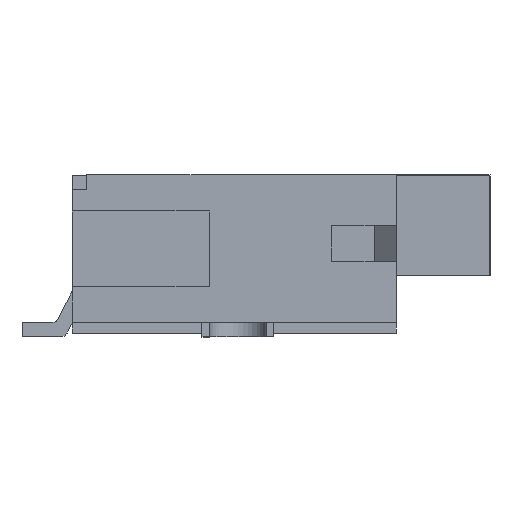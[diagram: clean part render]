
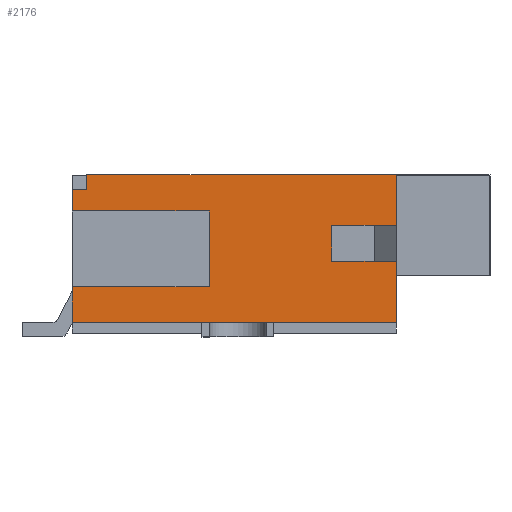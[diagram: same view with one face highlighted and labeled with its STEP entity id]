
A CAD part, left-side view. The second image highlights one B-rep face of the part: STEP entity #2176.
In plain terms, the highlighted planar face has unit normal (-1, 0, 0).
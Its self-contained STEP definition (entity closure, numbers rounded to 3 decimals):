
#2176 = ADVANCED_FACE( '', ( #4137 ), #4138, .T. );
#4137 = FACE_OUTER_BOUND( '', #6050, .T. );
#4138 = PLANE( '', #6051 );
#6050 = EDGE_LOOP( '', ( #12127, #12128, #12129, #12130, #12131, #12132, #12133, #12134, #12135, #12136, #12137, #12138, #12139, #12140 ) );
#6051 = AXIS2_PLACEMENT_3D( '', #12141, #12142, #12143 );
#12127 = ORIENTED_EDGE( '', *, *, #14761, .T. );
#12128 = ORIENTED_EDGE( '', *, *, #14018, .T. );
#12129 = ORIENTED_EDGE( '', *, *, #15043, .T. );
#12130 = ORIENTED_EDGE( '', *, *, #15360, .F. );
#12131 = ORIENTED_EDGE( '', *, *, #13950, .T. );
#12132 = ORIENTED_EDGE( '', *, *, #15451, .T. );
#12133 = ORIENTED_EDGE( '', *, *, #15039, .T. );
#12134 = ORIENTED_EDGE( '', *, *, #15341, .F. );
#12135 = ORIENTED_EDGE( '', *, *, #14350, .T. );
#12136 = ORIENTED_EDGE( '', *, *, #14157, .T. );
#12137 = ORIENTED_EDGE( '', *, *, #14589, .T. );
#12138 = ORIENTED_EDGE( '', *, *, #13842, .T. );
#12139 = ORIENTED_EDGE( '', *, *, #15869, .T. );
#12140 = ORIENTED_EDGE( '', *, *, #14149, .T. );
#12141 = CARTESIAN_POINT( '', ( -13.3, 0., 0. ) );
#12142 = DIRECTION( '', ( -1., 0., 0. ) );
#12143 = DIRECTION( '', ( 0., 0., 1. ) );
#13842 = EDGE_CURVE( '', #17003, #17001, #17004, .T. );
#13950 = EDGE_CURVE( '', #17194, #17198, #17200, .T. );
#14018 = EDGE_CURVE( '', #17306, #17311, #17313, .T. );
#14149 = EDGE_CURVE( '', #17537, #17535, #17538, .T. );
#14157 = EDGE_CURVE( '', #17551, #17549, #17552, .T. );
#14350 = EDGE_CURVE( '', #17878, #17551, #17879, .T. );
#14589 = EDGE_CURVE( '', #17549, #17003, #18283, .T. );
#14761 = EDGE_CURVE( '', #17535, #17306, #18550, .T. );
#15039 = EDGE_CURVE( '', #18989, #18987, #18990, .T. );
#15043 = EDGE_CURVE( '', #17311, #18995, #18997, .T. );
#15341 = EDGE_CURVE( '', #17878, #18987, #19476, .T. );
#15360 = EDGE_CURVE( '', #17194, #18995, #19502, .T. );
#15451 = EDGE_CURVE( '', #17198, #18989, #19635, .T. );
#15869 = EDGE_CURVE( '', #17001, #17537, #20203, .T. );
#17001 = VERTEX_POINT( '', #21661 );
#17003 = VERTEX_POINT( '', #21664 );
#17004 = LINE( '', #21665, #21666 );
#17194 = VERTEX_POINT( '', #21935 );
#17198 = VERTEX_POINT( '', #21941 );
#17200 = LINE( '', #21944, #21945 );
#17306 = VERTEX_POINT( '', #22098 );
#17311 = VERTEX_POINT( '', #22105 );
#17313 = LINE( '', #22108, #22109 );
#17535 = VERTEX_POINT( '', #22432 );
#17537 = VERTEX_POINT( '', #22435 );
#17538 = LINE( '', #22436, #22437 );
#17549 = VERTEX_POINT( '', #22453 );
#17551 = VERTEX_POINT( '', #22456 );
#17552 = LINE( '', #22457, #22458 );
#17878 = VERTEX_POINT( '', #22929 );
#17879 = LINE( '', #22930, #22931 );
#18283 = LINE( '', #23549, #23550 );
#18550 = LINE( '', #23957, #23958 );
#18987 = VERTEX_POINT( '', #24630 );
#18989 = VERTEX_POINT( '', #24633 );
#18990 = LINE( '', #24634, #24635 );
#18995 = VERTEX_POINT( '', #24642 );
#18997 = LINE( '', #24645, #24646 );
#19476 = LINE( '', #25309, #25310 );
#19502 = LINE( '', #25347, #25348 );
#19635 = LINE( '', #25544, #25545 );
#20203 = LINE( '', #26408, #26409 );
#21661 = CARTESIAN_POINT( '', ( -13.3, -2.25, 0.4 ) );
#21664 = CARTESIAN_POINT( '', ( -13.3, -1.35, 0.4 ) );
#21665 = CARTESIAN_POINT( '', ( -13.3, -1.35, 0.4 ) );
#21666 = VECTOR( '', #27816, 1000. );
#21935 = CARTESIAN_POINT( '', ( -13.3, 0.35, 0.6 ) );
#21941 = CARTESIAN_POINT( '', ( -13.3, 0.35, -0.45 ) );
#21944 = CARTESIAN_POINT( '', ( -13.3, 0.35, 0.6 ) );
#21945 = VECTOR( '', #27929, 1000. );
#22098 = CARTESIAN_POINT( '', ( -13.3, 2.05, 0.9 ) );
#22105 = CARTESIAN_POINT( '', ( -13.3, 2.25, 0.9 ) );
#22108 = CARTESIAN_POINT( '', ( -13.3, 0., 0.9 ) );
#22109 = VECTOR( '', #27986, 1000. );
#22432 = CARTESIAN_POINT( '', ( -13.3, 2.05, 1.1 ) );
#22435 = CARTESIAN_POINT( '', ( -13.3, -2.25, 1.1 ) );
#22436 = CARTESIAN_POINT( '', ( -13.3, -2.25, 1.1 ) );
#22437 = VECTOR( '', #28101, 1000. );
#22453 = CARTESIAN_POINT( '', ( -13.3, -1.35, -0.1 ) );
#22456 = CARTESIAN_POINT( '', ( -13.3, -2.25, -0.1 ) );
#22457 = CARTESIAN_POINT( '', ( -13.3, -2.25, -0.1 ) );
#22458 = VECTOR( '', #28108, 1000. );
#22929 = CARTESIAN_POINT( '', ( -13.3, -2.25, -0.95 ) );
#22930 = CARTESIAN_POINT( '', ( -13.3, -2.25, -1.1 ) );
#22931 = VECTOR( '', #28284, 1000. );
#23549 = CARTESIAN_POINT( '', ( -13.3, -1.35, -0.1 ) );
#23550 = VECTOR( '', #28511, 1000. );
#23957 = CARTESIAN_POINT( '', ( -13.3, 2.05, 0. ) );
#23958 = VECTOR( '', #28673, 1000. );
#24630 = CARTESIAN_POINT( '', ( -13.3, 2.25, -0.95 ) );
#24633 = CARTESIAN_POINT( '', ( -13.3, 2.25, -0.45 ) );
#24634 = CARTESIAN_POINT( '', ( -13.3, 2.25, 1.1 ) );
#24635 = VECTOR( '', #28931, 1000. );
#24642 = CARTESIAN_POINT( '', ( -13.3, 2.25, 0.6 ) );
#24645 = CARTESIAN_POINT( '', ( -13.3, 2.25, 1.1 ) );
#24646 = VECTOR( '', #28935, 1000. );
#25309 = CARTESIAN_POINT( '', ( -13.3, -2.25, -0.95 ) );
#25310 = VECTOR( '', #29354, 1000. );
#25347 = CARTESIAN_POINT( '', ( -13.3, 0.35, 0.6 ) );
#25348 = VECTOR( '', #29369, 1000. );
#25544 = CARTESIAN_POINT( '', ( -13.3, 0.35, -0.45 ) );
#25545 = VECTOR( '', #29454, 1000. );
#26408 = CARTESIAN_POINT( '', ( -13.3, -2.25, -1.1 ) );
#26409 = VECTOR( '', #29822, 1000. );
#27816 = DIRECTION( '', ( 0., -1., 0. ) );
#27929 = DIRECTION( '', ( 0., 0., -1. ) );
#27986 = DIRECTION( '', ( 0., 1., 0. ) );
#28101 = DIRECTION( '', ( 0., 1., 0. ) );
#28108 = DIRECTION( '', ( 0., 1., 0. ) );
#28284 = DIRECTION( '', ( 0., 0., 1. ) );
#28511 = DIRECTION( '', ( 0., 0., 1. ) );
#28673 = DIRECTION( '', ( 0., 0., -1. ) );
#28931 = DIRECTION( '', ( 0., 0., -1. ) );
#28935 = DIRECTION( '', ( 0., 0., -1. ) );
#29354 = DIRECTION( '', ( 0., 1., 0. ) );
#29369 = DIRECTION( '', ( 0., 1., 0. ) );
#29454 = DIRECTION( '', ( 0., 1., 0. ) );
#29822 = DIRECTION( '', ( 0., 0., 1. ) );
